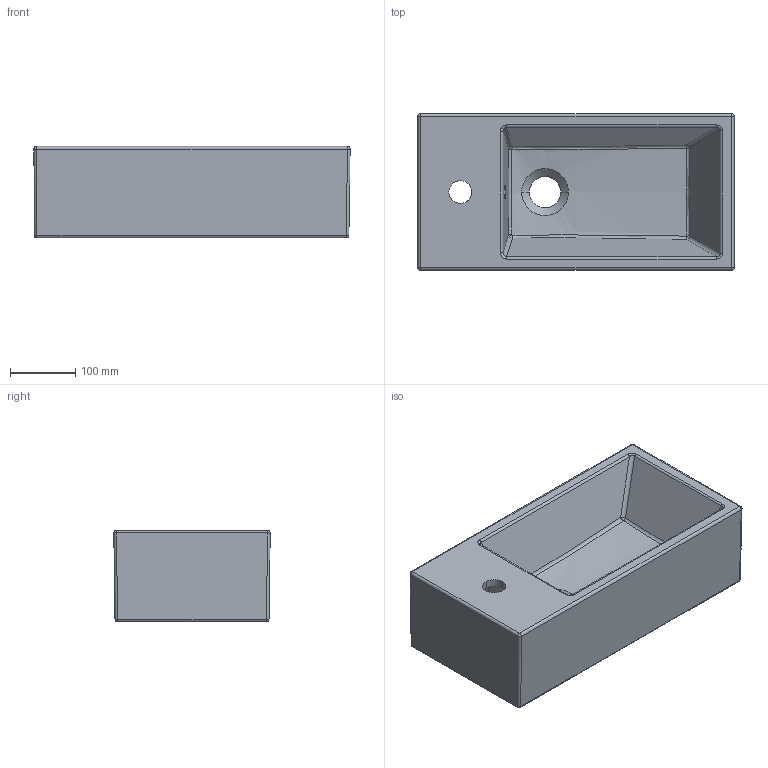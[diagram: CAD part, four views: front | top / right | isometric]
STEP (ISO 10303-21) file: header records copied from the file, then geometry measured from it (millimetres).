
FILE_DESCRIPTION(/* description */ (''),/* implementation_level */ '2;1');
FILE_NAME(/* name */ 'STEP - 9048AD-L_28929',/* time_stamp */ '2025-04-02T08:56:19+11:00',/* author */ (''),/* organization */ (''),/* preprocessor_version */ 'ST-DEVELOPER v16.5',/* originating_system */ 'Rhino 7.37',/* authorisation */ '');
FILE_SCHEMA (('AUTOMOTIVE_DESIGN'));
Length unit declared in the file: millimetre
Products named in the file (1): Document
Bounding box: 484.92 x 239.89 x 140 mm (x, y, z)
Volume: 6658675.1 mm3; surface area: 595968.9 mm2
Topology: 1 solids, 1 shells, 312 faces, 714 edges, 410 vertices
Faces by surface type: bspline 172, cylinder 97, plane 43
Entity records: 16183 total; most frequent: CARTESIAN_POINT 11738, ORIENTED_EDGE 1428, EDGE_CURVE 714, B_SPLINE_CURVE_WITH_KNOTS 471, VERTEX_POINT 410, EDGE_LOOP 326, ADVANCED_FACE 312, FACE_OUTER_BOUND 312
